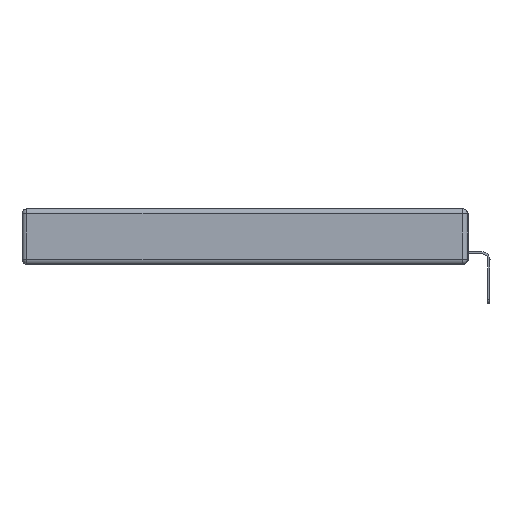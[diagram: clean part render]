
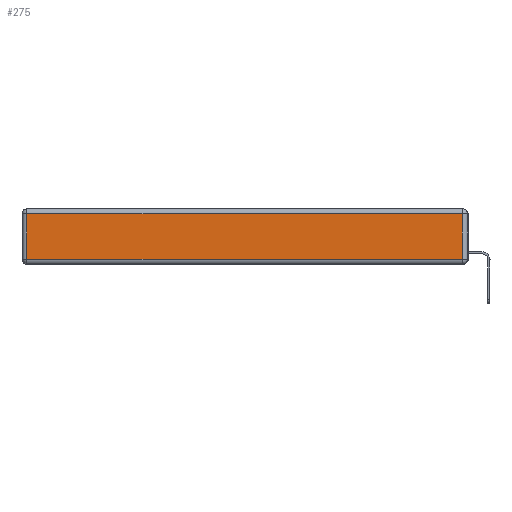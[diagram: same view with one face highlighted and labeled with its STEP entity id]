
A CAD part, left-side view. The second image highlights one B-rep face of the part: STEP entity #275.
In plain terms, the highlighted planar face has unit normal (-1, 0, 0).
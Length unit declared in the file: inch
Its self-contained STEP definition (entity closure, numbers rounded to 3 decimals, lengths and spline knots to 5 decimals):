
#275 = ADVANCED_FACE ( 'NONE', ( #1355 ), #11494, .T. ) ;
#298 = EDGE_CURVE ( 'NONE', #6410, #10432, #7062, .T. ) ;
#618 = LINE ( 'NONE', #4466, #12807 ) ;
#641 = DIRECTION ( 'NONE',  ( 0., 0., 1. ) ) ;
#989 = EDGE_LOOP ( 'NONE', ( #15864, #4009, #17701, #16760 ) ) ;
#1355 = FACE_OUTER_BOUND ( 'NONE', #989, .T. ) ;
#2697 = VECTOR ( 'NONE', #13711, 39.37008 ) ;
#3470 = EDGE_CURVE ( 'NONE', #4521, #15741, #9113, .T. ) ;
#3970 = CARTESIAN_POINT ( 'NONE',  ( 0., 0.03, -0.03 ) ) ;
#4009 = ORIENTED_EDGE ( 'NONE', *, *, #3470, .T. ) ;
#4466 = CARTESIAN_POINT ( 'NONE',  ( 0., 0., -0.313 ) ) ;
#4521 = VERTEX_POINT ( 'NONE', #16263 ) ;
#5813 = DIRECTION ( 'NONE',  ( 0., -1., 0. ) ) ;
#5859 = VECTOR ( 'NONE', #14441, 39.37008 ) ;
#5860 = CARTESIAN_POINT ( 'NONE',  ( 0., 2.75, -0.03 ) ) ;
#6410 = VERTEX_POINT ( 'NONE', #13163 ) ;
#6740 = LINE ( 'NONE', #5860, #2697 ) ;
#7062 = LINE ( 'NONE', #17459, #5859 ) ;
#7633 = AXIS2_PLACEMENT_3D ( 'NONE', #17596, #8411, #19108 ) ;
#7917 = VECTOR ( 'NONE', #641, 39.37008 ) ;
#8411 = DIRECTION ( 'NONE',  ( -1., 0., 0. ) ) ;
#9078 = EDGE_CURVE ( 'NONE', #10432, #4521, #618, .T. ) ;
#9113 = LINE ( 'NONE', #15820, #7917 ) ;
#9997 = CARTESIAN_POINT ( 'NONE',  ( 0., 2.72, -0.313 ) ) ;
#10432 = VERTEX_POINT ( 'NONE', #9997 ) ;
#11494 = PLANE ( 'NONE',  #7633 ) ;
#12807 = VECTOR ( 'NONE', #5813, 39.37008 ) ;
#13163 = CARTESIAN_POINT ( 'NONE',  ( 0., 2.72, -0.03 ) ) ;
#13711 = DIRECTION ( 'NONE',  ( 0., 1., 0. ) ) ;
#14441 = DIRECTION ( 'NONE',  ( 0., 0., -1. ) ) ;
#15741 = VERTEX_POINT ( 'NONE', #3970 ) ;
#15820 = CARTESIAN_POINT ( 'NONE',  ( 0., 0.03, -0.343 ) ) ;
#15864 = ORIENTED_EDGE ( 'NONE', *, *, #9078, .T. ) ;
#16164 = EDGE_CURVE ( 'NONE', #15741, #6410, #6740, .T. ) ;
#16263 = CARTESIAN_POINT ( 'NONE',  ( 0., 0.03, -0.313 ) ) ;
#16760 = ORIENTED_EDGE ( 'NONE', *, *, #298, .T. ) ;
#17459 = CARTESIAN_POINT ( 'NONE',  ( 0., 2.72, -0.343 ) ) ;
#17596 = CARTESIAN_POINT ( 'NONE',  ( 0., 0., -0.343 ) ) ;
#17701 = ORIENTED_EDGE ( 'NONE', *, *, #16164, .T. ) ;
#19108 = DIRECTION ( 'NONE',  ( 0., 0., 1. ) ) ;
